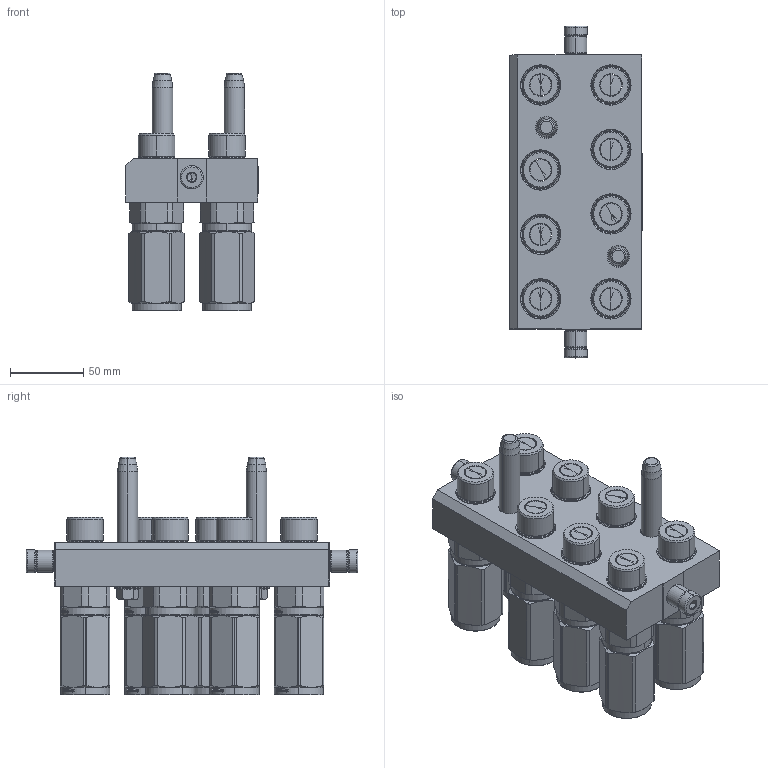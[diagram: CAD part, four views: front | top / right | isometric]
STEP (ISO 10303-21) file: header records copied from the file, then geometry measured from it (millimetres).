
FILE_DESCRIPTION (( 'STEP AP214' ), '1' );
FILE_NAME ('FASTER.step', '2025-12-01T21:34:00', ( '' ), ( '' ), 'SwSTEP 2.0', 'SolidWorks 2017', '' );
FILE_SCHEMA (( 'AUTOMOTIVE_DESIGN' ));
Length unit declared in the file: millimetre
Products named in the file (10): 4850_010_0000_020; et002; P808_M_BASE; 1540_080_0008_000; 3ffnp12-12s_m; 4830_028_1000_011; 4830_013_3000_030; FASTER; 4830_021_1000_000
Assembly tree (20 placements, depth 3):
  FASTER
    P808_M_BASE
      4850_010_0000_020
      4830_021_1000_000  x2
      1540_080_0008_000  x2
      4830_013_3000_030  x2
      4830_028_1000_011  x2
    3ffnp12-12s_m  x8
      3ffnp12-12s_m
    et002
Bounding box: 90.3 x 226.6 x 162.2 mm (x, y, z)
Volume: 2473.8 mm3; surface area: 225681.3 mm2
Topology: 3 solids, 82 shells, 3424 faces, 10635 edges, 7078 vertices
Faces by surface type: plane 1857, cylinder 561, cone 556, bspline 286, torus 164
Entity records: 57275 total; most frequent: CARTESIAN_POINT 14488, ORIENTED_EDGE 8251, DIRECTION 7614, EDGE_CURVE 4303, VECTOR 3184, LINE 3184, VERTEX_POINT 2823, AXIS2_PLACEMENT_3D 2215
